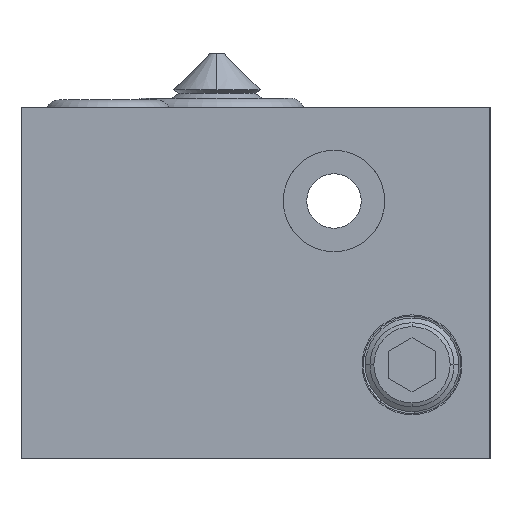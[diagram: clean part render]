
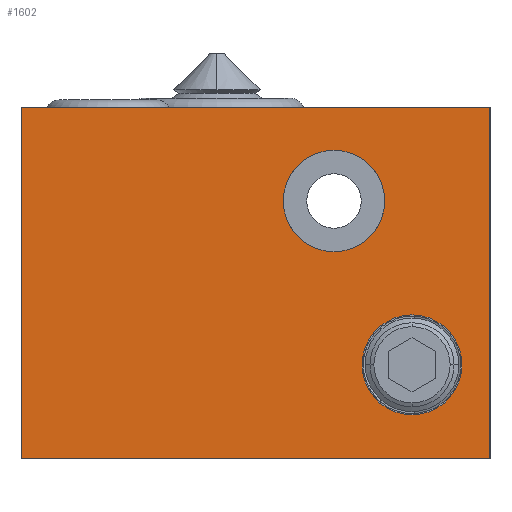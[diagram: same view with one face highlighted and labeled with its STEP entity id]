
A CAD part, left-side view. The second image highlights one B-rep face of the part: STEP entity #1602.
In plain terms, the highlighted planar face has unit normal (-1, 0, 0).
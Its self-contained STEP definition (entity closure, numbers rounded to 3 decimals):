
#265 = EDGE_LOOP ( 'NONE', ( #13830, #310 ) ) ;
#310 = ORIENTED_EDGE ( 'NONE', *, *, #13269, .F. ) ;
#457 = VERTEX_POINT ( 'NONE', #6459 ) ;
#672 = EDGE_CURVE ( 'NONE', #4793, #14920, #7653, .T. ) ;
#820 = CARTESIAN_POINT ( 'NONE',  ( -57.337, -16.795, -18.022 ) ) ;
#1079 = FACE_BOUND ( 'NONE', #14216, .T. ) ;
#1114 = CIRCLE ( 'NONE', #15685, 3.25 ) ;
#1185 = ORIENTED_EDGE ( 'NONE', *, *, #9987, .F. ) ;
#1378 = VERTEX_POINT ( 'NONE', #2325 ) ;
#1483 = CARTESIAN_POINT ( 'NONE',  ( -57.337, -21.795, -20.822 ) ) ;
#1602 = ADVANCED_FACE ( 'NONE', ( #4528, #1079, #7594 ), #12463, .T. ) ;
#1710 = VECTOR ( 'NONE', #10638, 1000. ) ;
#1797 = CIRCLE ( 'NONE', #15585, 3.25 ) ;
#2125 = EDGE_CURVE ( 'NONE', #13673, #457, #1114, .T. ) ;
#2241 = DIRECTION ( 'NONE',  ( -1., 0., 0. ) ) ;
#2325 = CARTESIAN_POINT ( 'NONE',  ( -57.337, -21.795, 1.678 ) ) ;
#2623 = VERTEX_POINT ( 'NONE', #13802 ) ;
#2634 = CARTESIAN_POINT ( 'NONE',  ( -57.337, -21.795, 1.678 ) ) ;
#2809 = VECTOR ( 'NONE', #9239, 1000. ) ;
#2834 = DIRECTION ( 'NONE',  ( 0., 0., 1. ) ) ;
#3007 = DIRECTION ( 'NONE',  ( 0., 1., 0. ) ) ;
#3334 = EDGE_LOOP ( 'NONE', ( #8940, #1185, #10999, #10653 ) ) ;
#3358 = ORIENTED_EDGE ( 'NONE', *, *, #2125, .F. ) ;
#3632 = LINE ( 'NONE', #4204, #2809 ) ;
#3790 = VECTOR ( 'NONE', #13502, 1000. ) ;
#4013 = LINE ( 'NONE', #10820, #3790 ) ;
#4204 = CARTESIAN_POINT ( 'NONE',  ( -57.337, 8.205, 1.678 ) ) ;
#4256 = CARTESIAN_POINT ( 'NONE',  ( -57.337, -16.795, -11.622 ) ) ;
#4528 = FACE_BOUND ( 'NONE', #265, .T. ) ;
#4778 = EDGE_CURVE ( 'NONE', #1378, #2623, #5162, .T. ) ;
#4793 = VERTEX_POINT ( 'NONE', #1483 ) ;
#4955 = AXIS2_PLACEMENT_3D ( 'NONE', #11440, #13888, #10240 ) ;
#5162 = LINE ( 'NONE', #2634, #1710 ) ;
#5274 = ORIENTED_EDGE ( 'NONE', *, *, #15148, .F. ) ;
#6459 = CARTESIAN_POINT ( 'NONE',  ( -57.337, -11.795, -7.572 ) ) ;
#7350 = CARTESIAN_POINT ( 'NONE',  ( -57.337, -11.795, -1.072 ) ) ;
#7594 = FACE_OUTER_BOUND ( 'NONE', #3334, .T. ) ;
#7653 = LINE ( 'NONE', #15949, #13159 ) ;
#8389 = DIRECTION ( 'NONE',  ( -1., 0., 0. ) ) ;
#8940 = ORIENTED_EDGE ( 'NONE', *, *, #672, .F. ) ;
#9239 = DIRECTION ( 'NONE',  ( 0., 0., -1. ) ) ;
#9516 = CARTESIAN_POINT ( 'NONE',  ( -57.337, -11.795, -4.322 ) ) ;
#9580 = CARTESIAN_POINT ( 'NONE',  ( -57.337, -11.795, -4.322 ) ) ;
#9672 = AXIS2_PLACEMENT_3D ( 'NONE', #15239, #2241, #12674 ) ;
#9745 = EDGE_CURVE ( 'NONE', #13450, #13138, #11976, .T. ) ;
#9987 = EDGE_CURVE ( 'NONE', #1378, #4793, #4013, .T. ) ;
#10240 = DIRECTION ( 'NONE',  ( 0., 0., 1. ) ) ;
#10617 = DIRECTION ( 'NONE',  ( -1., 0., 0. ) ) ;
#10638 = DIRECTION ( 'NONE',  ( 0., 1., 0. ) ) ;
#10653 = ORIENTED_EDGE ( 'NONE', *, *, #15026, .T. ) ;
#10820 = CARTESIAN_POINT ( 'NONE',  ( -57.337, -21.795, 1.678 ) ) ;
#10999 = ORIENTED_EDGE ( 'NONE', *, *, #4778, .T. ) ;
#11440 = CARTESIAN_POINT ( 'NONE',  ( -57.337, -21.795, 1.678 ) ) ;
#11976 = CIRCLE ( 'NONE', #9672, 3.2 ) ;
#12273 = DIRECTION ( 'NONE',  ( -1., 0., 0. ) ) ;
#12463 = PLANE ( 'NONE',  #4955 ) ;
#12521 = AXIS2_PLACEMENT_3D ( 'NONE', #13116, #10617, #2834 ) ;
#12674 = DIRECTION ( 'NONE',  ( 0., 0., 1. ) ) ;
#13116 = CARTESIAN_POINT ( 'NONE',  ( -57.337, -16.795, -14.822 ) ) ;
#13138 = VERTEX_POINT ( 'NONE', #820 ) ;
#13159 = VECTOR ( 'NONE', #3007, 1000. ) ;
#13269 = EDGE_CURVE ( 'NONE', #13138, #13450, #16750, .T. ) ;
#13450 = VERTEX_POINT ( 'NONE', #4256 ) ;
#13502 = DIRECTION ( 'NONE',  ( 0., 0., -1. ) ) ;
#13646 = DIRECTION ( 'NONE',  ( 0., 0., 1. ) ) ;
#13673 = VERTEX_POINT ( 'NONE', #7350 ) ;
#13802 = CARTESIAN_POINT ( 'NONE',  ( -57.337, 8.205, 1.678 ) ) ;
#13830 = ORIENTED_EDGE ( 'NONE', *, *, #9745, .F. ) ;
#13888 = DIRECTION ( 'NONE',  ( -1., 0., 0. ) ) ;
#14216 = EDGE_LOOP ( 'NONE', ( #3358, #5274 ) ) ;
#14920 = VERTEX_POINT ( 'NONE', #15517 ) ;
#14944 = DIRECTION ( 'NONE',  ( 0., 0., 1. ) ) ;
#15026 = EDGE_CURVE ( 'NONE', #2623, #14920, #3632, .T. ) ;
#15148 = EDGE_CURVE ( 'NONE', #457, #13673, #1797, .T. ) ;
#15239 = CARTESIAN_POINT ( 'NONE',  ( -57.337, -16.795, -14.822 ) ) ;
#15517 = CARTESIAN_POINT ( 'NONE',  ( -57.337, 8.205, -20.822 ) ) ;
#15585 = AXIS2_PLACEMENT_3D ( 'NONE', #9516, #12273, #14944 ) ;
#15685 = AXIS2_PLACEMENT_3D ( 'NONE', #9580, #8389, #13646 ) ;
#15949 = CARTESIAN_POINT ( 'NONE',  ( -57.337, -21.795, -20.822 ) ) ;
#16750 = CIRCLE ( 'NONE', #12521, 3.2 ) ;
